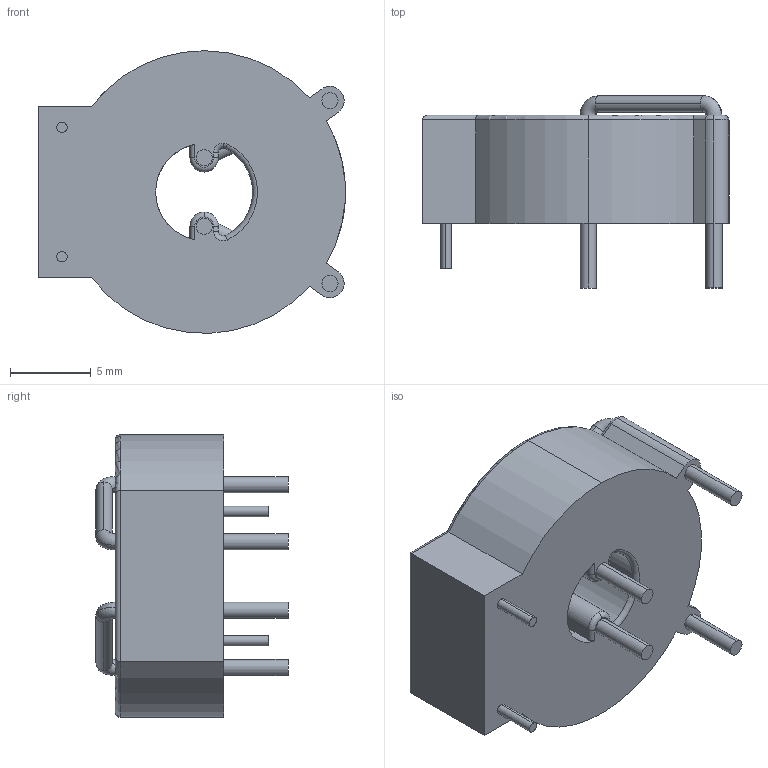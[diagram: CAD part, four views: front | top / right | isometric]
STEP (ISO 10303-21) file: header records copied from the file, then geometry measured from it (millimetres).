
FILE_DESCRIPTION (( 'STEP AP214' ), '1' );
FILE_NAME ('SC_MRC01_D6H6.7D217.5D319.STEP', '2019-10-24T14:40:59', ( '' ), ( '' ), 'SwSTEP 2.0', 'SolidWorks 2014', '' );
FILE_SCHEMA (( 'AUTOMOTIVE_DESIGN' ));
Length unit declared in the file: millimetre
Products named in the file (1): SC_MRC01_D6H6.7D217.5D319
Bounding box: 19 x 11.9 x 17.49 mm (x, y, z)
Volume: 1670 mm3; surface area: 1195.5 mm2
Topology: 1 solids, 1 shells, 151 faces, 386 edges, 246 vertices
Faces by surface type: cylinder 49, plane 41, bspline 31, torus 30
Entity records: 5916 total; most frequent: CARTESIAN_POINT 1346, ORIENTED_EDGE 772, DIRECTION 683, EDGE_CURVE 386, AXIS2_PLACEMENT_3D 301, VERTEX_POINT 246, CIRCLE 180, EDGE_LOOP 166
